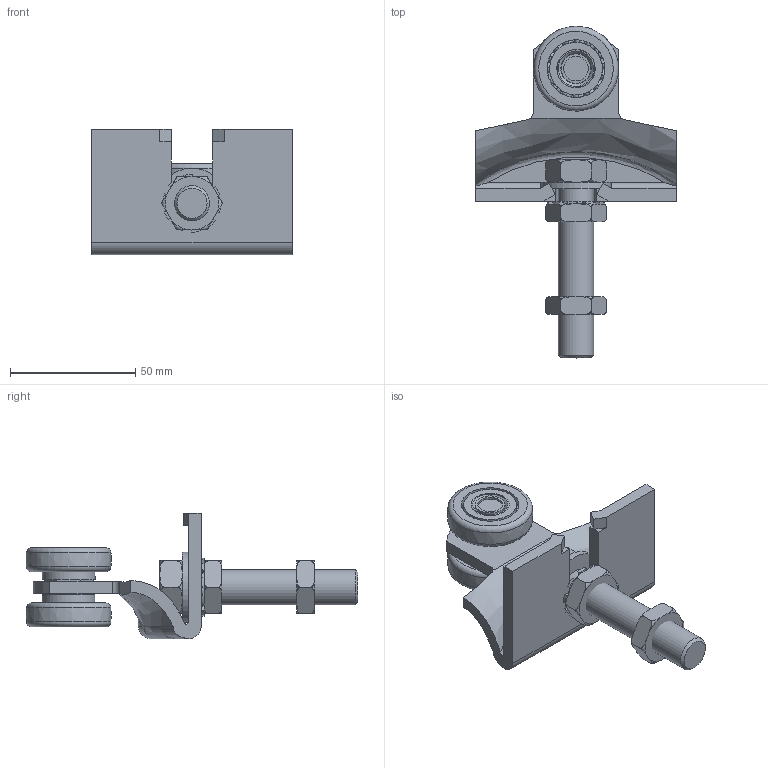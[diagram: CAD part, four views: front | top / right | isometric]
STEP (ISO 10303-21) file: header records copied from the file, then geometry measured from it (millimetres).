
FILE_DESCRIPTION(/* description */ (''),/* implementation_level */ '2;1');
FILE_NAME(/* name */ '9241.stp',/* time_stamp */ '2021-01-28T10:12:42+01:00',/* author */ ('DBARI'),/* organization */ (''),/* preprocessor_version */ 'ST-DEVELOPER v18.1',/* originating_system */ 'Autodesk Inventor 2021',/* authorisation */ '');
FILE_SCHEMA (('AUTOMOTIVE_DESIGN { 1 0 10303 214 3 1 1 }'));
Length unit declared in the file: millimetre
Products named in the file (10): 9241; 15822; 15820; 15820_1; 16000; S4H; 04545; 06014; 15742; 09018
Assembly tree (10 placements, depth 3):
  9241
    15822
    15820
    15820_1
    16000
    S4H
      04545
      06014  x2
      15742
      09018
Bounding box: 80 x 132.29 x 50 mm (x, y, z)
Volume: 72878.8 mm3; surface area: 37723.2 mm2
Topology: 41 solids, 41 shells, 345 faces, 1045 edges, 679 vertices
Faces by surface type: plane 111, torus 91, cylinder 75, sphere 58, cone 5, bspline 5
Full cylindrical faces by diameter (mm): 9.8 x2, 11.8 x2, 11.835 x2, 12.1 x2, 14 x1, 14.2 x1, 14.3 x1, 15.1 x4, 15.3 x4, 21 x4, 23 x4, 28 x1
Entity records: 12056 total; most frequent: CARTESIAN_POINT 2827, DIRECTION 2035, ORIENTED_EDGE 1748, AXIS2_PLACEMENT_3D 886, EDGE_CURVE 874, VERTEX_POINT 645, CIRCLE 547, EDGE_LOOP 355
